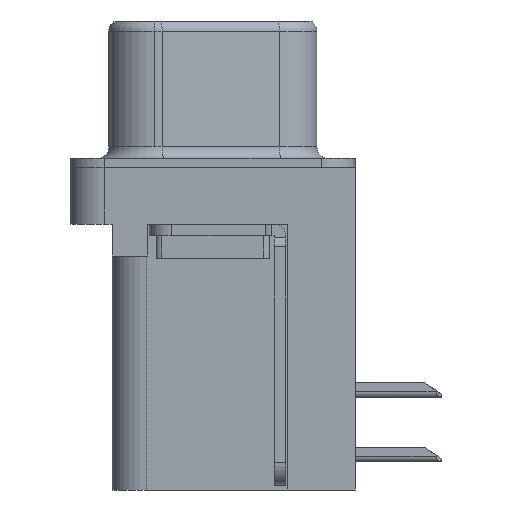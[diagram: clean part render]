
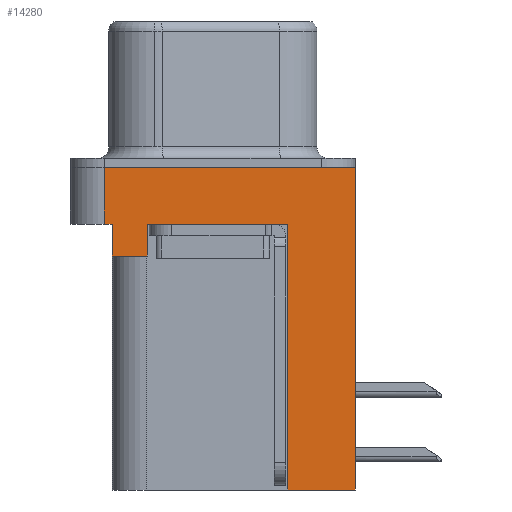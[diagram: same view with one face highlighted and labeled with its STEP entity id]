
A CAD part, left-side view. The second image highlights one B-rep face of the part: STEP entity #14280.
In plain terms, the highlighted planar face has unit normal (-1, 0, 0).
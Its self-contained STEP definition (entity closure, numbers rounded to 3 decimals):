
#57 = DIRECTION ( 'NONE',  ( 0., -1., 0. ) ) ;
#159 = LINE ( 'NONE', #12414, #7477 ) ;
#551 = LINE ( 'NONE', #3142, #7482 ) ;
#820 = EDGE_CURVE ( 'NONE', #13824, #4213, #159, .T. ) ;
#1093 = CARTESIAN_POINT ( 'NONE',  ( -2.91, -6.275, 0. ) ) ;
#1162 = DIRECTION ( 'NONE',  ( 0., -1., 0. ) ) ;
#1221 = DIRECTION ( 'NONE',  ( 0., 0., 1. ) ) ;
#1461 = DIRECTION ( 'NONE',  ( 0., -1., 0. ) ) ;
#1536 = VECTOR ( 'NONE', #8240, 1000. ) ;
#2081 = DIRECTION ( 'NONE',  ( 0., 0., 1. ) ) ;
#2599 = CARTESIAN_POINT ( 'NONE',  ( -2.91, -6.275, -2.5 ) ) ;
#2792 = CARTESIAN_POINT ( 'NONE',  ( -2.91, -3.295, -2.5 ) ) ;
#2875 = CARTESIAN_POINT ( 'NONE',  ( -2.91, -3.295, -14.2 ) ) ;
#3053 = CARTESIAN_POINT ( 'NONE',  ( -2.91, 4.425, -3.9 ) ) ;
#3142 = CARTESIAN_POINT ( 'NONE',  ( -2.91, 4.425, -3.9 ) ) ;
#3232 = EDGE_CURVE ( 'NONE', #13824, #10617, #10932, .T. ) ;
#3235 = VERTEX_POINT ( 'NONE', #9721 ) ;
#3377 = VERTEX_POINT ( 'NONE', #12186 ) ;
#3611 = VERTEX_POINT ( 'NONE', #2792 ) ;
#3678 = DIRECTION ( 'NONE',  ( -1., 0., 0. ) ) ;
#4071 = LINE ( 'NONE', #2875, #13361 ) ;
#4213 = VERTEX_POINT ( 'NONE', #4496 ) ;
#4472 = LINE ( 'NONE', #4547, #1536 ) ;
#4478 = VERTEX_POINT ( 'NONE', #8381 ) ;
#4496 = CARTESIAN_POINT ( 'NONE',  ( -2.91, 4.775, 0. ) ) ;
#4547 = CARTESIAN_POINT ( 'NONE',  ( -2.91, -3.295, -14.2 ) ) ;
#4765 = EDGE_CURVE ( 'NONE', #11432, #10617, #551, .T. ) ;
#4779 = VECTOR ( 'NONE', #7304, 1000. ) ;
#4798 = CARTESIAN_POINT ( 'NONE',  ( -2.91, -6.275, 0. ) ) ;
#4956 = DIRECTION ( 'NONE',  ( 0., 0., 1. ) ) ;
#5074 = ORIENTED_EDGE ( 'NONE', *, *, #3232, .T. ) ;
#5193 = EDGE_CURVE ( 'NONE', #8825, #3235, #4071, .T. ) ;
#5721 = CARTESIAN_POINT ( 'NONE',  ( -2.91, 4.425, -2.5 ) ) ;
#6685 = VECTOR ( 'NONE', #1162, 1000. ) ;
#6775 = EDGE_CURVE ( 'NONE', #4213, #14331, #9773, .T. ) ;
#6890 = LINE ( 'NONE', #3053, #13212 ) ;
#7299 = CARTESIAN_POINT ( 'NONE',  ( -2.91, 4.775, -2.5 ) ) ;
#7304 = DIRECTION ( 'NONE',  ( 0., 0., 1. ) ) ;
#7353 = CARTESIAN_POINT ( 'NONE',  ( -2.91, -6.275, -2.5 ) ) ;
#7406 = CARTESIAN_POINT ( 'NONE',  ( -2.91, -6.275, -14.2 ) ) ;
#7452 = CARTESIAN_POINT ( 'NONE',  ( -2.91, -6.275, -2.5 ) ) ;
#7477 = VECTOR ( 'NONE', #1221, 1000. ) ;
#7482 = VECTOR ( 'NONE', #2081, 1000. ) ;
#7759 = DIRECTION ( 'NONE',  ( 0., 1., 0. ) ) ;
#7848 = VECTOR ( 'NONE', #57, 1000. ) ;
#7998 = ORIENTED_EDGE ( 'NONE', *, *, #4765, .F. ) ;
#8240 = DIRECTION ( 'NONE',  ( 0., 0., 1. ) ) ;
#8374 = EDGE_CURVE ( 'NONE', #8825, #14331, #15042, .T. ) ;
#8381 = CARTESIAN_POINT ( 'NONE',  ( -2.91, 2.895, -3.9 ) ) ;
#8825 = VERTEX_POINT ( 'NONE', #7406 ) ;
#8844 = AXIS2_PLACEMENT_3D ( 'NONE', #7353, #3678, #4956 ) ;
#8888 = EDGE_CURVE ( 'NONE', #3377, #3611, #13636, .T. ) ;
#8993 = ORIENTED_EDGE ( 'NONE', *, *, #14081, .F. ) ;
#9480 = ORIENTED_EDGE ( 'NONE', *, *, #8374, .T. ) ;
#9503 = ORIENTED_EDGE ( 'NONE', *, *, #6775, .F. ) ;
#9721 = CARTESIAN_POINT ( 'NONE',  ( -2.91, -3.295, -14.2 ) ) ;
#9773 = LINE ( 'NONE', #1093, #6685 ) ;
#10010 = EDGE_CURVE ( 'NONE', #3235, #3611, #4472, .T. ) ;
#10245 = VECTOR ( 'NONE', #1461, 1000. ) ;
#10508 = CARTESIAN_POINT ( 'NONE',  ( -2.91, 4.425, -3.9 ) ) ;
#10617 = VERTEX_POINT ( 'NONE', #5721 ) ;
#10932 = LINE ( 'NONE', #7452, #7848 ) ;
#11011 = ORIENTED_EDGE ( 'NONE', *, *, #15752, .T. ) ;
#11263 = VECTOR ( 'NONE', #15202, 1000. ) ;
#11432 = VERTEX_POINT ( 'NONE', #10508 ) ;
#11816 = DIRECTION ( 'NONE',  ( 0., 1., 0. ) ) ;
#12005 = ORIENTED_EDGE ( 'NONE', *, *, #10010, .F. ) ;
#12186 = CARTESIAN_POINT ( 'NONE',  ( -2.91, 2.895, -2.5 ) ) ;
#12197 = ORIENTED_EDGE ( 'NONE', *, *, #5193, .F. ) ;
#12278 = FACE_OUTER_BOUND ( 'NONE', #13318, .T. ) ;
#12299 = ORIENTED_EDGE ( 'NONE', *, *, #820, .F. ) ;
#12359 = PLANE ( 'NONE',  #8844 ) ;
#12414 = CARTESIAN_POINT ( 'NONE',  ( -2.91, 4.775, -2.5 ) ) ;
#12507 = CARTESIAN_POINT ( 'NONE',  ( -2.91, -6.275, -2.5 ) ) ;
#13212 = VECTOR ( 'NONE', #11816, 1000. ) ;
#13318 = EDGE_LOOP ( 'NONE', ( #9503, #12299, #5074, #7998, #8993, #11011, #15930, #12005, #12197, #9480 ) ) ;
#13361 = VECTOR ( 'NONE', #7759, 1000. ) ;
#13636 = LINE ( 'NONE', #2599, #10245 ) ;
#13824 = VERTEX_POINT ( 'NONE', #7299 ) ;
#14081 = EDGE_CURVE ( 'NONE', #4478, #11432, #6890, .T. ) ;
#14280 = ADVANCED_FACE ( 'NONE', ( #12278 ), #12359, .T. ) ;
#14331 = VERTEX_POINT ( 'NONE', #4798 ) ;
#15042 = LINE ( 'NONE', #12507, #11263 ) ;
#15052 = CARTESIAN_POINT ( 'NONE',  ( -2.91, 2.895, -3.9 ) ) ;
#15129 = LINE ( 'NONE', #15052, #4779 ) ;
#15202 = DIRECTION ( 'NONE',  ( 0., 0., 1. ) ) ;
#15752 = EDGE_CURVE ( 'NONE', #4478, #3377, #15129, .T. ) ;
#15930 = ORIENTED_EDGE ( 'NONE', *, *, #8888, .T. ) ;
